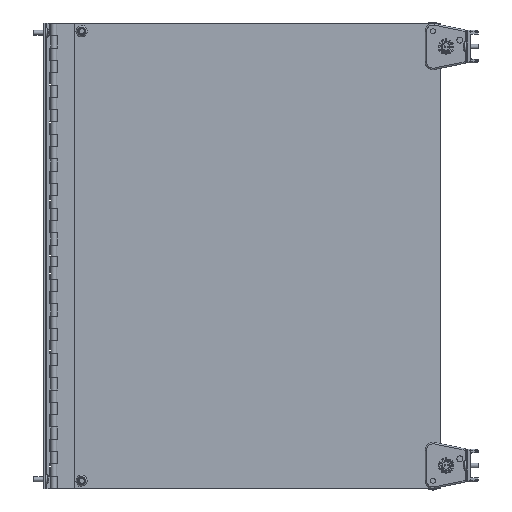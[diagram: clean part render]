
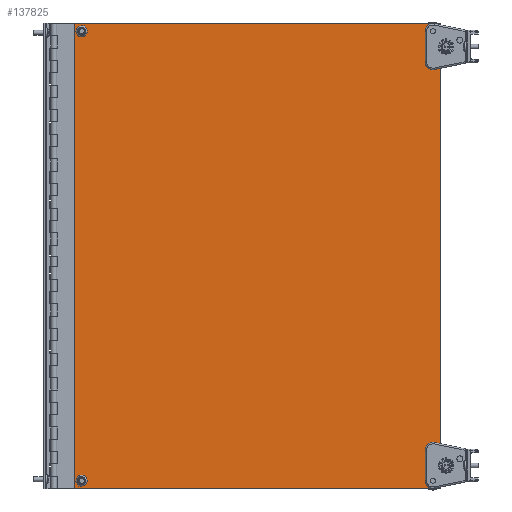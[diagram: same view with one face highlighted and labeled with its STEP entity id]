
A CAD part, front view. The second image highlights one B-rep face of the part: STEP entity #137825.
In plain terms, the highlighted planar face has unit normal (0, -1, 0).
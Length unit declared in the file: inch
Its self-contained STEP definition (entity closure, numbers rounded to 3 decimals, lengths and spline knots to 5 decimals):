
#3128 = CARTESIAN_POINT ( 'NONE',  ( 3.71, 0., -9.44 ) ) ;
#3756 = VERTEX_POINT ( 'NONE', #108651 ) ;
#4197 = ORIENTED_EDGE ( 'NONE', *, *, #47831, .T. ) ;
#9704 = VERTEX_POINT ( 'NONE', #69848 ) ;
#11885 = CARTESIAN_POINT ( 'NONE',  ( 4.025, 0., -9.25 ) ) ;
#14661 = VERTEX_POINT ( 'NONE', #83119 ) ;
#14735 = VERTEX_POINT ( 'NONE', #107776 ) ;
#15163 = VERTEX_POINT ( 'NONE', #94106 ) ;
#15870 = EDGE_CURVE ( 'NONE', #92021, #92021, #124833, .T. ) ;
#18502 = FACE_BOUND ( 'NONE', #58625, .T. ) ;
#23451 = DIRECTION ( 'NONE',  ( 0., 0., -1. ) ) ;
#23649 = CARTESIAN_POINT ( 'NONE',  ( 3.71, 0., 9.44 ) ) ;
#24641 = LINE ( 'NONE', #3128, #78585 ) ;
#25237 = ORIENTED_EDGE ( 'NONE', *, *, #67787, .T. ) ;
#25307 = VECTOR ( 'NONE', #119281, 39.37008 ) ;
#26913 = LINE ( 'NONE', #45293, #138353 ) ;
#26955 = ORIENTED_EDGE ( 'NONE', *, *, #85096, .T. ) ;
#30913 = EDGE_LOOP ( 'NONE', ( #25237 ) ) ;
#31644 = DIRECTION ( 'NONE',  ( 0., 0., -1. ) ) ;
#31749 = EDGE_CURVE ( 'NONE', #14735, #9704, #112933, .T. ) ;
#34851 = EDGE_LOOP ( 'NONE', ( #26955 ) ) ;
#35230 = ORIENTED_EDGE ( 'NONE', *, *, #116499, .F. ) ;
#37615 = DIRECTION ( 'NONE',  ( 0., 0., 1. ) ) ;
#37975 = EDGE_LOOP ( 'NONE', ( #130377, #61966, #35230, #54643 ) ) ;
#38941 = CARTESIAN_POINT ( 'NONE',  ( 18.59, 0., 9.44 ) ) ;
#43340 = LINE ( 'NONE', #38941, #25307 ) ;
#45293 = CARTESIAN_POINT ( 'NONE',  ( 3.71, 0., 9.44 ) ) ;
#46091 = AXIS2_PLACEMENT_3D ( 'NONE', #116120, #128707, #126733 ) ;
#47831 = EDGE_CURVE ( 'NONE', #115119, #115119, #120789, .T. ) ;
#48380 = PLANE ( 'NONE',  #46091 ) ;
#49159 = CARTESIAN_POINT ( 'NONE',  ( 4.025, 0., 9.125 ) ) ;
#52620 = AXIS2_PLACEMENT_3D ( 'NONE', #122971, #77310, #87839 ) ;
#52830 = DIRECTION ( 'NONE',  ( -1., 0., 0. ) ) ;
#54643 = ORIENTED_EDGE ( 'NONE', *, *, #73679, .F. ) ;
#58625 = EDGE_LOOP ( 'NONE', ( #113475 ) ) ;
#61966 = ORIENTED_EDGE ( 'NONE', *, *, #90722, .F. ) ;
#67787 = EDGE_CURVE ( 'NONE', #14661, #14661, #146883, .T. ) ;
#69131 = CARTESIAN_POINT ( 'NONE',  ( 4.025, 0., -9.125 ) ) ;
#69304 = EDGE_LOOP ( 'NONE', ( #4197 ) ) ;
#69848 = CARTESIAN_POINT ( 'NONE',  ( 3.71, 0., -9.44 ) ) ;
#72041 = CARTESIAN_POINT ( 'NONE',  ( 18.275, 0., 9. ) ) ;
#72244 = DIRECTION ( 'NONE',  ( 0., 0., -1. ) ) ;
#72335 = FACE_OUTER_BOUND ( 'NONE', #37975, .T. ) ;
#73679 = EDGE_CURVE ( 'NONE', #9704, #124865, #24641, .T. ) ;
#74093 = FACE_BOUND ( 'NONE', #34851, .T. ) ;
#77310 = DIRECTION ( 'NONE',  ( 0., 1., 0. ) ) ;
#77381 = DIRECTION ( 'NONE',  ( 0., 1., 0. ) ) ;
#78585 = VECTOR ( 'NONE', #37615, 39.37008 ) ;
#83119 = CARTESIAN_POINT ( 'NONE',  ( 4.025, 0., 9. ) ) ;
#85096 = EDGE_CURVE ( 'NONE', #3756, #3756, #128351, .T. ) ;
#85995 = CARTESIAN_POINT ( 'NONE',  ( 18.59, 0., -9.44 ) ) ;
#87839 = DIRECTION ( 'NONE',  ( 0., 0., -1. ) ) ;
#90722 = EDGE_CURVE ( 'NONE', #15163, #14735, #43340, .T. ) ;
#92021 = VERTEX_POINT ( 'NONE', #11885 ) ;
#92102 = FACE_BOUND ( 'NONE', #69304, .T. ) ;
#94106 = CARTESIAN_POINT ( 'NONE',  ( 18.59, 0., 9.44 ) ) ;
#107776 = CARTESIAN_POINT ( 'NONE',  ( 18.59, 0., -9.44 ) ) ;
#108651 = CARTESIAN_POINT ( 'NONE',  ( 18.275, 0., -9.25 ) ) ;
#112933 = LINE ( 'NONE', #85995, #148880 ) ;
#113475 = ORIENTED_EDGE ( 'NONE', *, *, #15870, .T. ) ;
#115119 = VERTEX_POINT ( 'NONE', #72041 ) ;
#116120 = CARTESIAN_POINT ( 'NONE',  ( 11.15, 0., 0. ) ) ;
#116499 = EDGE_CURVE ( 'NONE', #124865, #15163, #26913, .T. ) ;
#119281 = DIRECTION ( 'NONE',  ( 0., 0., -1. ) ) ;
#120015 = AXIS2_PLACEMENT_3D ( 'NONE', #49159, #141098, #72244 ) ;
#120789 = CIRCLE ( 'NONE', #52620, 0.125 ) ;
#122971 = CARTESIAN_POINT ( 'NONE',  ( 18.275, 0., 9.125 ) ) ;
#123049 = CARTESIAN_POINT ( 'NONE',  ( 18.275, 0., -9.125 ) ) ;
#124833 = CIRCLE ( 'NONE', #148717, 0.125 ) ;
#124865 = VERTEX_POINT ( 'NONE', #23649 ) ;
#125669 = DIRECTION ( 'NONE',  ( 1., 0., 0. ) ) ;
#126733 = DIRECTION ( 'NONE',  ( 0., 0., 1. ) ) ;
#128124 = AXIS2_PLACEMENT_3D ( 'NONE', #123049, #77381, #31644 ) ;
#128351 = CIRCLE ( 'NONE', #128124, 0.125 ) ;
#128707 = DIRECTION ( 'NONE',  ( 0., 1., 0. ) ) ;
#130377 = ORIENTED_EDGE ( 'NONE', *, *, #31749, .F. ) ;
#135216 = FACE_BOUND ( 'NONE', #30913, .T. ) ;
#137825 = ADVANCED_FACE ( 'NONE', ( #74093, #18502, #92102, #135216, #72335 ), #48380, .F. ) ;
#138353 = VECTOR ( 'NONE', #125669, 39.37008 ) ;
#139465 = DIRECTION ( 'NONE',  ( 0., 1., 0. ) ) ;
#141098 = DIRECTION ( 'NONE',  ( 0., 1., 0. ) ) ;
#146883 = CIRCLE ( 'NONE', #120015, 0.125 ) ;
#148717 = AXIS2_PLACEMENT_3D ( 'NONE', #69131, #139465, #23451 ) ;
#148880 = VECTOR ( 'NONE', #52830, 39.37008 ) ;
